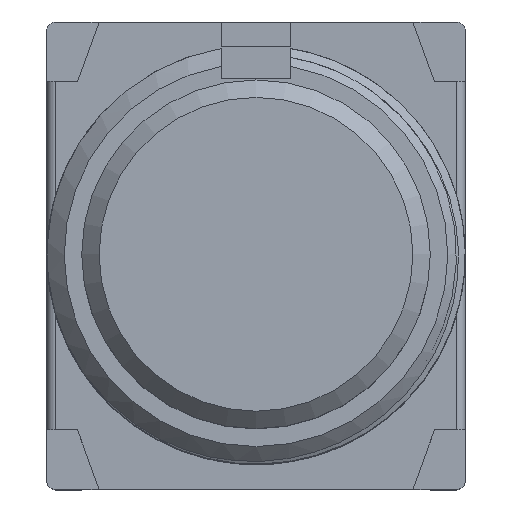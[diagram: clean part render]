
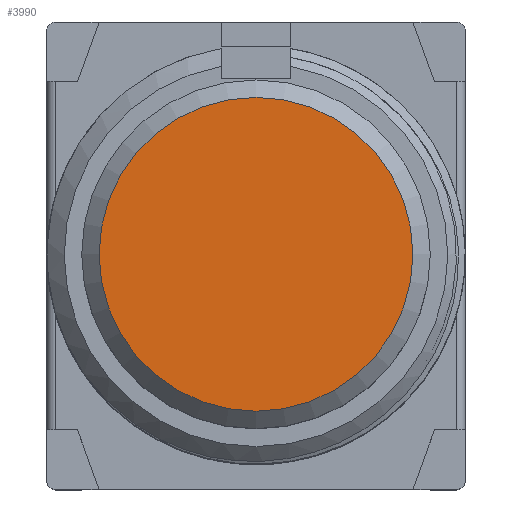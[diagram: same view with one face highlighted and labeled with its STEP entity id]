
A CAD part, top view. The second image highlights one B-rep face of the part: STEP entity #3990.
In plain terms, the highlighted planar face has unit normal (0, 0, 1).
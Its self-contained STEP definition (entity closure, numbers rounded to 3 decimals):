
#3950 = VERTEX_POINT('',#3951);
#3951 = CARTESIAN_POINT('',(0.,4.5,34.5));
#3959 = EDGE_CURVE('',#3950,#3950,#3960,.T.);
#3960 = CIRCLE('',#3961,4.5);
#3961 = AXIS2_PLACEMENT_3D('',#3962,#3963,#3964);
#3962 = CARTESIAN_POINT('',(0.,0.,34.5));
#3963 = DIRECTION('',(0.,-0.,1.));
#3964 = DIRECTION('',(0.,1.,0.));
#3990 = ADVANCED_FACE('',(#3991),#3994,.T.);
#3991 = FACE_BOUND('',#3992,.T.);
#3992 = EDGE_LOOP('',(#3993));
#3993 = ORIENTED_EDGE('',*,*,#3959,.T.);
#3994 = PLANE('',#3995);
#3995 = AXIS2_PLACEMENT_3D('',#3996,#3997,#3998);
#3996 = CARTESIAN_POINT('',(0.,0.,34.5));
#3997 = DIRECTION('',(0.,0.,1.));
#3998 = DIRECTION('',(1.,0.,0.));
